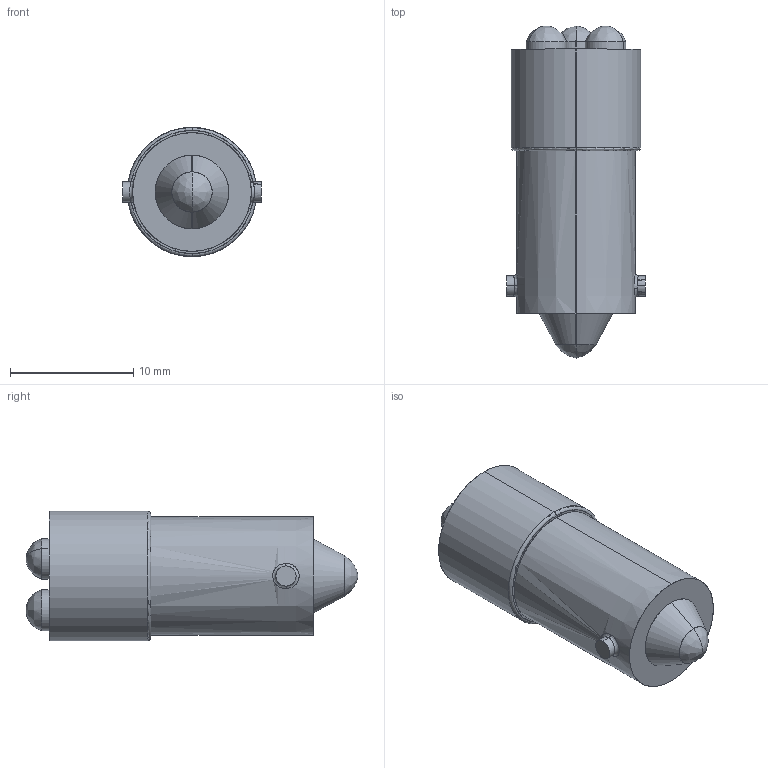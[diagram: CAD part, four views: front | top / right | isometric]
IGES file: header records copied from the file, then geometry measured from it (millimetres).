
Start section: SolidWorks IGES file using analytic representation for surfaces
Global section: file name: VC18620352.IGS; native system: SolidWorks 2018; preprocessor: SolidWorks 2018; author: asanchez; date: 191227.150518; units: inch
Bounding box: 11.28 x 26.96 x 10.5 mm (x, y, z)
Surface area: 1043.1 mm2 (no closed solid volume)
Topology: 0 solids, 0 shells, 47 faces, 808 edges, 800 vertices
Faces by surface type: revolution 24, bspline 23
